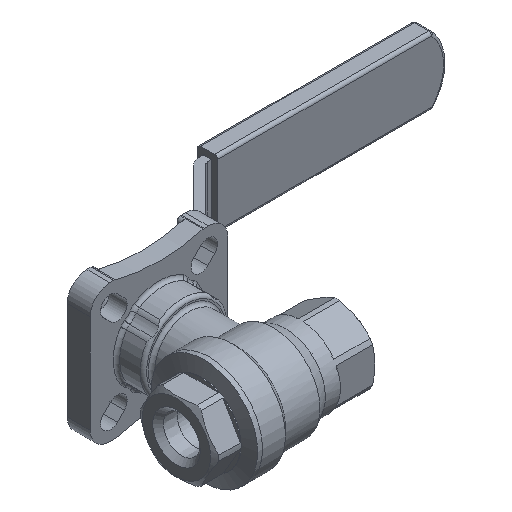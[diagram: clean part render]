
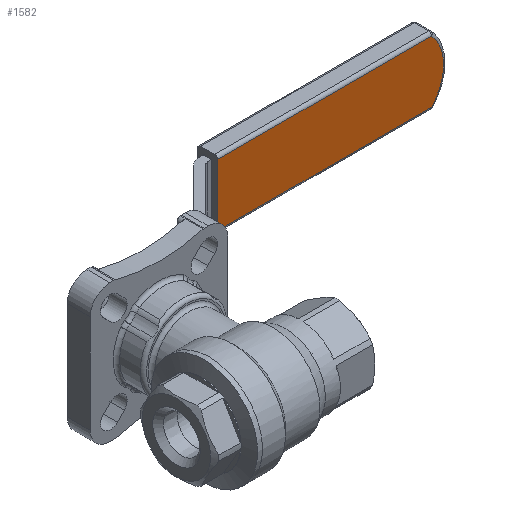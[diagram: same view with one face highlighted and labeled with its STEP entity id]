
A CAD part, isometric view. The second image highlights one B-rep face of the part: STEP entity #1582.
In plain terms, the highlighted planar face has unit normal (0, -1, 0).
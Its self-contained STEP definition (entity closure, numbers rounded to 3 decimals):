
#1582=ADVANCED_FACE('',(#3042),#3043,.F.);
#3042=FACE_OUTER_BOUND('',#4410,.T.);
#3043=PLANE('',#4411);
#4410=EDGE_LOOP('',(#7584,#7585,#7586,#7587,#7588,#7589));
#4411=AXIS2_PLACEMENT_3D('',#7590,#7591,#7592);
#7584=ORIENTED_EDGE('',*,*,#8956,.T.);
#7585=ORIENTED_EDGE('',*,*,#8957,.T.);
#7586=ORIENTED_EDGE('',*,*,#8910,.F.);
#7587=ORIENTED_EDGE('',*,*,#8958,.T.);
#7588=ORIENTED_EDGE('',*,*,#8959,.T.);
#7589=ORIENTED_EDGE('',*,*,#8960,.T.);
#7590=CARTESIAN_POINT('',(-113.0,58.826,11.0));
#7591=DIRECTION('',(0.,1.0,0.0));
#7592=DIRECTION('',(-1.0,0.,0.0));
#8910=EDGE_CURVE('',#10689,#10690,#10691,.F.);
#8956=EDGE_CURVE('',#10760,#10761,#10762,.F.);
#8957=EDGE_CURVE('',#10761,#10690,#10763,.T.);
#8958=EDGE_CURVE('',#10689,#10764,#10765,.T.);
#8959=EDGE_CURVE('',#10764,#10766,#10767,.F.);
#8960=EDGE_CURVE('',#10766,#10760,#10768,.T.);
#10689=VERTEX_POINT('',#13757);
#10690=VERTEX_POINT('',#13758);
#10691=LINE('',#13759,#13760);
#10760=VERTEX_POINT('',#13855);
#10761=VERTEX_POINT('',#13856);
#10762=CIRCLE('',#13857,13.9);
#10763=LINE('',#13858,#13859);
#10764=VERTEX_POINT('',#13860);
#10765=LINE('',#13861,#13862);
#10766=VERTEX_POINT('',#13863);
#10767=CIRCLE('',#13864,13.9);
#10768=LINE('',#13865,#13866);
#13757=CARTESIAN_POINT('',(-45.0,58.826,8.848));
#13758=CARTESIAN_POINT('',(-45.0,58.826,-9.952));
#13759=CARTESIAN_POINT('',(-45.0,58.826,11.0));
#13760=VECTOR('',#15287,1.0);
#13855=CARTESIAN_POINT('',(-113.9,58.826,-1.139));
#13856=CARTESIAN_POINT('',(-110.252,58.826,-9.952));
#13857=AXIS2_PLACEMENT_3D('',#15341,#15342,#15343);
#13858=CARTESIAN_POINT('',(-113.0,58.826,-9.952));
#13859=VECTOR('',#15344,1.0);
#13860=CARTESIAN_POINT('',(-110.252,58.826,8.848));
#13861=CARTESIAN_POINT('',(-113.0,58.826,8.848));
#13862=VECTOR('',#15345,1.0);
#13863=CARTESIAN_POINT('',(-113.9,58.826,0.034));
#13864=AXIS2_PLACEMENT_3D('',#15346,#15347,#15348);
#13865=CARTESIAN_POINT('',(-113.9,58.826,11.0));
#13866=VECTOR('',#15349,1.0);
#15287=DIRECTION('',(0.0,0.0,1.0));
#15341=CARTESIAN_POINT('',(-100.012,58.826,-0.552));
#15342=DIRECTION('',(0.,1.0,0.0));
#15343=DIRECTION('',(-1.0,0.,0.0));
#15344=DIRECTION('',(1.0,0.,0.));
#15345=DIRECTION('',(-1.0,0.,0.));
#15346=CARTESIAN_POINT('',(-100.012,58.826,-0.552));
#15347=DIRECTION('',(0.,1.0,0.0));
#15348=DIRECTION('',(-1.0,0.,0.0));
#15349=DIRECTION('',(0.0,0.0,-1.0));
